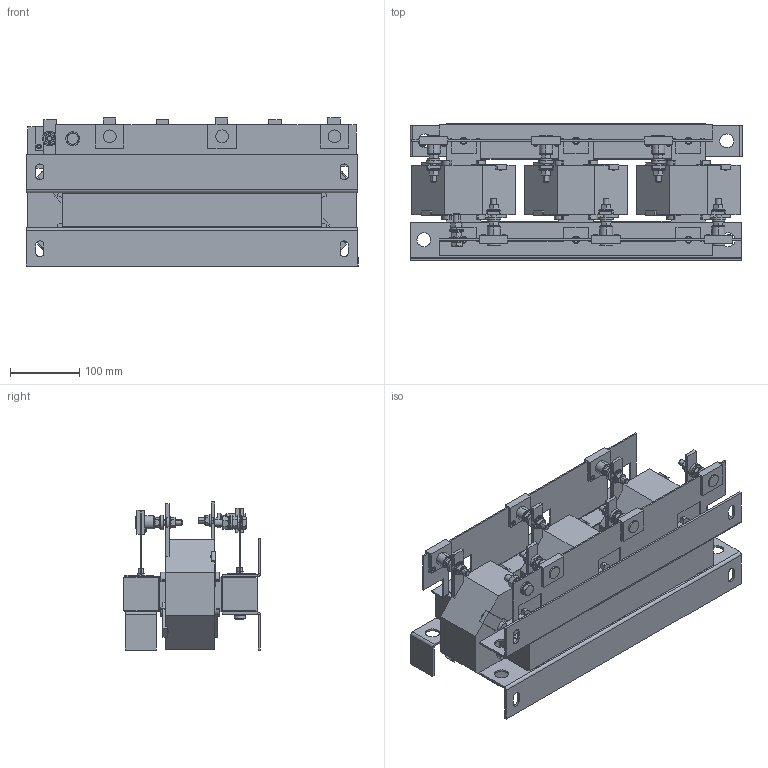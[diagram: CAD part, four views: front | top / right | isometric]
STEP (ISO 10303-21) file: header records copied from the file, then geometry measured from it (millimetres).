
FILE_DESCRIPTION (( 'STEP AP214' ), '1' );
FILE_NAME ('194041.STEP', '2020-05-29T00:51:48', ( '' ), ( '' ), 'SwSTEP 2.0', 'SolidWorks 2018', '' );
FILE_SCHEMA (( 'AUTOMOTIVE_DESIGN' ));
Length unit declared in the file: millimetre
Products named in the file (1): 194041
Bounding box: 480 x 198 x 214 mm (x, y, z)
Volume: 6939379.3 mm3; surface area: 796177.2 mm2
Topology: 1 solids, 1 shells, 1446 faces, 3694 edges, 2324 vertices
Faces by surface type: plane 872, cylinder 272, cone 160, bspline 114, torus 16, sphere 12
Entity records: 47572 total; most frequent: CARTESIAN_POINT 13089, ORIENTED_EDGE 7388, DIRECTION 6824, EDGE_CURVE 3694, VERTEX_POINT 2324, VECTOR 2318, LINE 2318, AXIS2_PLACEMENT_3D 2253
